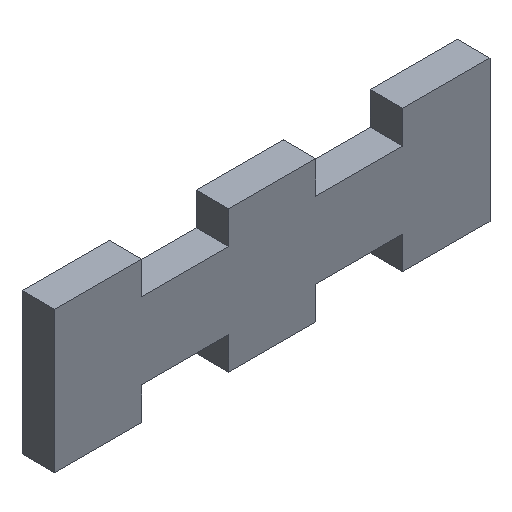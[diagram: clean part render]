
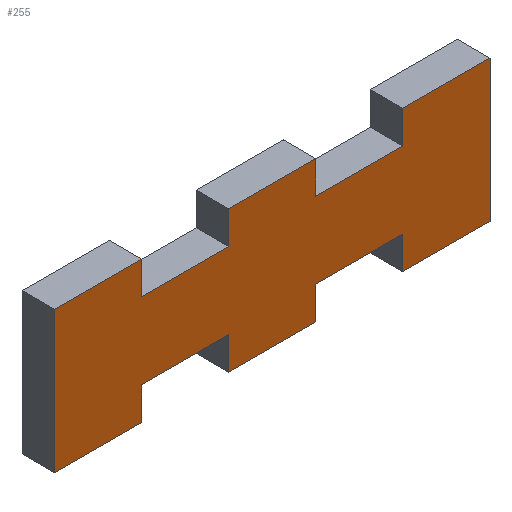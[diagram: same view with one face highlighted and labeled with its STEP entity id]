
A CAD part, isometric view. The second image highlights one B-rep face of the part: STEP entity #255.
In plain terms, the highlighted planar face has unit normal (0, -1, 0).
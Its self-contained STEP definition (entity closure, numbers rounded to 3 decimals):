
#2 = VERTEX_POINT ( 'NONE', #170 ) ;
#4 = LINE ( 'NONE', #374, #125 ) ;
#5 = VERTEX_POINT ( 'NONE', #102 ) ;
#7 = ORIENTED_EDGE ( 'NONE', *, *, #210, .F. ) ;
#18 = ORIENTED_EDGE ( 'NONE', *, *, #402, .F. ) ;
#25 = VERTEX_POINT ( 'NONE', #727 ) ;
#27 = CARTESIAN_POINT ( 'NONE',  ( 4., -1.5, 6.5 ) ) ;
#33 = CARTESIAN_POINT ( 'NONE',  ( -12., -1.5, 6.5 ) ) ;
#41 = EDGE_CURVE ( 'NONE', #529, #2, #326, .T. ) ;
#45 = ORIENTED_EDGE ( 'NONE', *, *, #194, .F. ) ;
#53 = EDGE_CURVE ( 'NONE', #628, #708, #492, .T. ) ;
#56 = LINE ( 'NONE', #349, #587 ) ;
#61 = FACE_OUTER_BOUND ( 'NONE', #671, .T. ) ;
#62 = VERTEX_POINT ( 'NONE', #87 ) ;
#64 = CARTESIAN_POINT ( 'NONE',  ( 12., -1.5, -3.5 ) ) ;
#65 = VERTEX_POINT ( 'NONE', #412 ) ;
#66 = EDGE_CURVE ( 'NONE', #65, #437, #86, .T. ) ;
#68 = CARTESIAN_POINT ( 'NONE',  ( -4., -1.5, 3.5 ) ) ;
#72 = ORIENTED_EDGE ( 'NONE', *, *, #519, .F. ) ;
#74 = VECTOR ( 'NONE', #475, 1000. ) ;
#84 = VECTOR ( 'NONE', #202, 1000. ) ;
#86 = LINE ( 'NONE', #466, #683 ) ;
#87 = CARTESIAN_POINT ( 'NONE',  ( 4., -1.5, 6.5 ) ) ;
#90 = ORIENTED_EDGE ( 'NONE', *, *, #122, .F. ) ;
#91 = VECTOR ( 'NONE', #509, 1000. ) ;
#94 = VERTEX_POINT ( 'NONE', #640 ) ;
#99 = CARTESIAN_POINT ( 'NONE',  ( 20., -1.5, 6.5 ) ) ;
#100 = LINE ( 'NONE', #648, #440 ) ;
#101 = PLANE ( 'NONE',  #629 ) ;
#102 = CARTESIAN_POINT ( 'NONE',  ( -12., -1.5, -3.5 ) ) ;
#104 = CARTESIAN_POINT ( 'NONE',  ( -12., -1.5, 6.5 ) ) ;
#110 = LINE ( 'NONE', #124, #91 ) ;
#112 = CARTESIAN_POINT ( 'NONE',  ( -4., -1.5, -3.5 ) ) ;
#116 = CARTESIAN_POINT ( 'NONE',  ( -12., -1.5, 3.5 ) ) ;
#119 = LINE ( 'NONE', #408, #642 ) ;
#120 = LINE ( 'NONE', #145, #245 ) ;
#122 = EDGE_CURVE ( 'NONE', #670, #94, #120, .T. ) ;
#123 = ORIENTED_EDGE ( 'NONE', *, *, #342, .F. ) ;
#124 = CARTESIAN_POINT ( 'NONE',  ( -4., -1.5, -3.5 ) ) ;
#125 = VECTOR ( 'NONE', #317, 1000. ) ;
#130 = ORIENTED_EDGE ( 'NONE', *, *, #308, .F. ) ;
#138 = LINE ( 'NONE', #116, #262 ) ;
#145 = CARTESIAN_POINT ( 'NONE',  ( -20., -1.5, -6.5 ) ) ;
#146 = DIRECTION ( 'NONE',  ( 0., 0., 1. ) ) ;
#151 = DIRECTION ( 'NONE',  ( 0., 0., -1. ) ) ;
#152 = DIRECTION ( 'NONE',  ( 1., 0., 0. ) ) ;
#156 = DIRECTION ( 'NONE',  ( -1., 0., 0. ) ) ;
#159 = CARTESIAN_POINT ( 'NONE',  ( -12., -1.5, -3.5 ) ) ;
#164 = EDGE_CURVE ( 'NONE', #480, #295, #173, .T. ) ;
#170 = CARTESIAN_POINT ( 'NONE',  ( -4., -1.5, -6.5 ) ) ;
#171 = VECTOR ( 'NONE', #221, 1000. ) ;
#172 = VECTOR ( 'NONE', #264, 1000. ) ;
#173 = LINE ( 'NONE', #470, #469 ) ;
#176 = VERTEX_POINT ( 'NONE', #584 ) ;
#190 = ORIENTED_EDGE ( 'NONE', *, *, #410, .F. ) ;
#194 = EDGE_CURVE ( 'NONE', #5, #670, #119, .T. ) ;
#202 = DIRECTION ( 'NONE',  ( 0., 0., 1. ) ) ;
#209 = CARTESIAN_POINT ( 'NONE',  ( 12., -1.5, 3.5 ) ) ;
#210 = EDGE_CURVE ( 'NONE', #62, #345, #265, .T. ) ;
#213 = CARTESIAN_POINT ( 'NONE',  ( 12., -1.5, 3.5 ) ) ;
#219 = VERTEX_POINT ( 'NONE', #359 ) ;
#220 = CARTESIAN_POINT ( 'NONE',  ( -12., -1.5, -6.5 ) ) ;
#221 = DIRECTION ( 'NONE',  ( -1., 0., 0. ) ) ;
#224 = LINE ( 'NONE', #209, #84 ) ;
#227 = EDGE_CURVE ( 'NONE', #295, #62, #375, .T. ) ;
#228 = CARTESIAN_POINT ( 'NONE',  ( 4., -1.5, -6.5 ) ) ;
#242 = EDGE_CURVE ( 'NONE', #621, #25, #224, .T. ) ;
#245 = VECTOR ( 'NONE', #156, 1000. ) ;
#246 = DIRECTION ( 'NONE',  ( -1., 0., 0. ) ) ;
#249 = ORIENTED_EDGE ( 'NONE', *, *, #673, .F. ) ;
#252 = DIRECTION ( 'NONE',  ( 0., 0., 1. ) ) ;
#255 = ADVANCED_FACE ( 'NONE', ( #61 ), #101, .F. ) ;
#257 = CARTESIAN_POINT ( 'NONE',  ( 4., -1.5, 3.5 ) ) ;
#261 = DIRECTION ( 'NONE',  ( 0., 1., 0. ) ) ;
#262 = VECTOR ( 'NONE', #665, 1000. ) ;
#264 = DIRECTION ( 'NONE',  ( -1., 0., 0. ) ) ;
#265 = LINE ( 'NONE', #27, #392 ) ;
#274 = DIRECTION ( 'NONE',  ( 0., 0., -1. ) ) ;
#295 = VERTEX_POINT ( 'NONE', #596 ) ;
#303 = ORIENTED_EDGE ( 'NONE', *, *, #610, .F. ) ;
#308 = EDGE_CURVE ( 'NONE', #445, #5, #384, .T. ) ;
#313 = DIRECTION ( 'NONE',  ( 0., 0., 1. ) ) ;
#316 = ORIENTED_EDGE ( 'NONE', *, *, #227, .F. ) ;
#317 = DIRECTION ( 'NONE',  ( 1., 0., 0. ) ) ;
#319 = ORIENTED_EDGE ( 'NONE', *, *, #622, .F. ) ;
#326 = LINE ( 'NONE', #526, #426 ) ;
#335 = ORIENTED_EDGE ( 'NONE', *, *, #380, .F. ) ;
#341 = LINE ( 'NONE', #367, #576 ) ;
#342 = EDGE_CURVE ( 'NONE', #176, #529, #100, .T. ) ;
#345 = VERTEX_POINT ( 'NONE', #257 ) ;
#349 = CARTESIAN_POINT ( 'NONE',  ( 4., -1.5, -3.5 ) ) ;
#353 = VERTEX_POINT ( 'NONE', #99 ) ;
#359 = CARTESIAN_POINT ( 'NONE',  ( 20., -1.5, -6.5 ) ) ;
#367 = CARTESIAN_POINT ( 'NONE',  ( 4., -1.5, 3.5 ) ) ;
#369 = EDGE_CURVE ( 'NONE', #345, #621, #341, .T. ) ;
#374 = CARTESIAN_POINT ( 'NONE',  ( -20., -1.5, 6.5 ) ) ;
#375 = LINE ( 'NONE', #697, #491 ) ;
#380 = EDGE_CURVE ( 'NONE', #25, #353, #599, .T. ) ;
#384 = LINE ( 'NONE', #159, #172 ) ;
#392 = VECTOR ( 'NONE', #151, 1000. ) ;
#399 = ORIENTED_EDGE ( 'NONE', *, *, #66, .F. ) ;
#402 = EDGE_CURVE ( 'NONE', #708, #480, #138, .T. ) ;
#408 = CARTESIAN_POINT ( 'NONE',  ( -12., -1.5, -6.5 ) ) ;
#410 = EDGE_CURVE ( 'NONE', #353, #219, #631, .T. ) ;
#412 = CARTESIAN_POINT ( 'NONE',  ( 12., -1.5, -6.5 ) ) ;
#419 = DIRECTION ( 'NONE',  ( 1., 0., 0. ) ) ;
#424 = CARTESIAN_POINT ( 'NONE',  ( 12., -1.5, -6.5 ) ) ;
#425 = DIRECTION ( 'NONE',  ( 0., 0., -1. ) ) ;
#426 = VECTOR ( 'NONE', #246, 1000. ) ;
#431 = CARTESIAN_POINT ( 'NONE',  ( 12., -1.5, 6.5 ) ) ;
#437 = VERTEX_POINT ( 'NONE', #64 ) ;
#440 = VECTOR ( 'NONE', #425, 1000. ) ;
#442 = ORIENTED_EDGE ( 'NONE', *, *, #242, .F. ) ;
#445 = VERTEX_POINT ( 'NONE', #112 ) ;
#448 = CARTESIAN_POINT ( 'NONE',  ( -20., -1.5, 6.5 ) ) ;
#466 = CARTESIAN_POINT ( 'NONE',  ( 12., -1.5, -3.5 ) ) ;
#469 = VECTOR ( 'NONE', #146, 1000. ) ;
#470 = CARTESIAN_POINT ( 'NONE',  ( -4., -1.5, 3.5 ) ) ;
#475 = DIRECTION ( 'NONE',  ( 1., 0., 0. ) ) ;
#478 = VERTEX_POINT ( 'NONE', #448 ) ;
#480 = VERTEX_POINT ( 'NONE', #68 ) ;
#484 = CARTESIAN_POINT ( 'NONE',  ( 0., -1.5, 0. ) ) ;
#491 = VECTOR ( 'NONE', #152, 1000. ) ;
#492 = LINE ( 'NONE', #33, #589 ) ;
#503 = EDGE_CURVE ( 'NONE', #437, #176, #56, .T. ) ;
#505 = LINE ( 'NONE', #600, #672 ) ;
#507 = DIRECTION ( 'NONE',  ( -1., 0., 0. ) ) ;
#509 = DIRECTION ( 'NONE',  ( 0., 0., 1. ) ) ;
#519 = EDGE_CURVE ( 'NONE', #2, #445, #110, .T. ) ;
#526 = CARTESIAN_POINT ( 'NONE',  ( -4., -1.5, -6.5 ) ) ;
#529 = VERTEX_POINT ( 'NONE', #228 ) ;
#534 = DIRECTION ( 'NONE',  ( 0., 0., -1. ) ) ;
#546 = VECTOR ( 'NONE', #274, 1000. ) ;
#568 = ORIENTED_EDGE ( 'NONE', *, *, #164, .F. ) ;
#569 = CARTESIAN_POINT ( 'NONE',  ( -12., -1.5, 3.5 ) ) ;
#576 = VECTOR ( 'NONE', #419, 1000. ) ;
#584 = CARTESIAN_POINT ( 'NONE',  ( 4., -1.5, -3.5 ) ) ;
#587 = VECTOR ( 'NONE', #507, 1000. ) ;
#589 = VECTOR ( 'NONE', #534, 1000. ) ;
#592 = DIRECTION ( 'NONE',  ( 0., 0., -1. ) ) ;
#596 = CARTESIAN_POINT ( 'NONE',  ( -4., -1.5, 6.5 ) ) ;
#599 = LINE ( 'NONE', #431, #74 ) ;
#600 = CARTESIAN_POINT ( 'NONE',  ( -20., -1.5, 3.5 ) ) ;
#604 = ORIENTED_EDGE ( 'NONE', *, *, #369, .F. ) ;
#607 = DIRECTION ( 'NONE',  ( 0., 0., 1. ) ) ;
#610 = EDGE_CURVE ( 'NONE', #94, #478, #505, .T. ) ;
#613 = CARTESIAN_POINT ( 'NONE',  ( 20., -1.5, 3.5 ) ) ;
#621 = VERTEX_POINT ( 'NONE', #213 ) ;
#622 = EDGE_CURVE ( 'NONE', #478, #628, #4, .T. ) ;
#626 = ORIENTED_EDGE ( 'NONE', *, *, #41, .F. ) ;
#628 = VERTEX_POINT ( 'NONE', #104 ) ;
#629 = AXIS2_PLACEMENT_3D ( 'NONE', #484, #261, #313 ) ;
#631 = LINE ( 'NONE', #613, #546 ) ;
#640 = CARTESIAN_POINT ( 'NONE',  ( -20., -1.5, -6.5 ) ) ;
#642 = VECTOR ( 'NONE', #592, 1000. ) ;
#648 = CARTESIAN_POINT ( 'NONE',  ( 4., -1.5, -6.5 ) ) ;
#665 = DIRECTION ( 'NONE',  ( 1., 0., 0. ) ) ;
#670 = VERTEX_POINT ( 'NONE', #220 ) ;
#671 = EDGE_LOOP ( 'NONE', ( #249, #190, #335, #442, #604, #7, #316, #568, #18, #719, #319, #303, #90, #45, #130, #72, #626, #123, #687, #399 ) ) ;
#672 = VECTOR ( 'NONE', #607, 1000. ) ;
#673 = EDGE_CURVE ( 'NONE', #219, #65, #688, .T. ) ;
#683 = VECTOR ( 'NONE', #252, 1000. ) ;
#687 = ORIENTED_EDGE ( 'NONE', *, *, #503, .F. ) ;
#688 = LINE ( 'NONE', #424, #171 ) ;
#697 = CARTESIAN_POINT ( 'NONE',  ( -4., -1.5, 6.5 ) ) ;
#708 = VERTEX_POINT ( 'NONE', #569 ) ;
#719 = ORIENTED_EDGE ( 'NONE', *, *, #53, .F. ) ;
#727 = CARTESIAN_POINT ( 'NONE',  ( 12., -1.5, 6.5 ) ) ;
